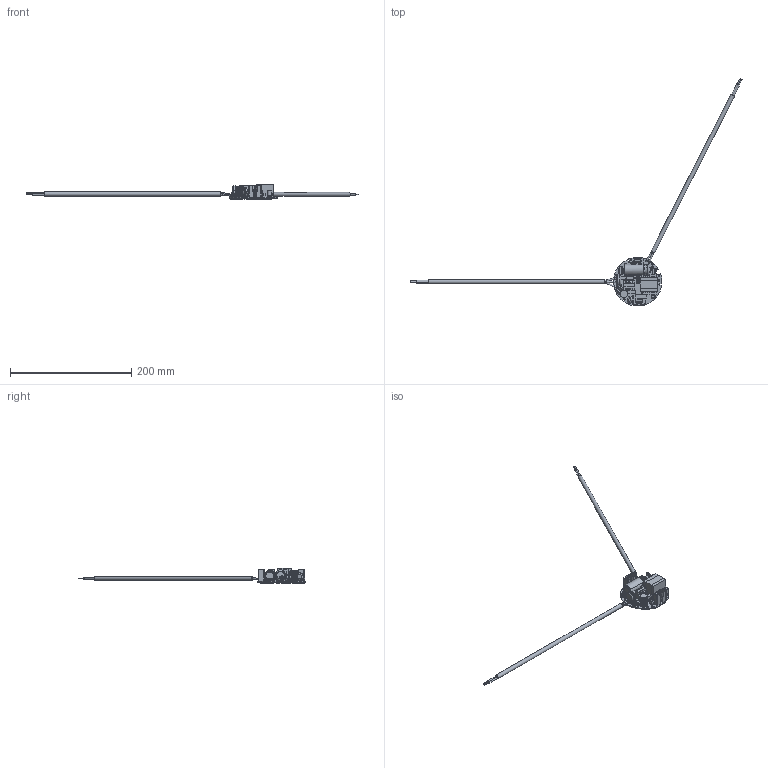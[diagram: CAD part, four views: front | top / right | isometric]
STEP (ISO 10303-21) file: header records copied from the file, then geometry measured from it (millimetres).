
FILE_DESCRIPTION(('STEP AP214'), '1');
FILE_NAME('ÈÏÑ 60 Âò ÒÄ 0701', '', ('UNSPECIFIED'), ('UNSPECIFIED'), 'ASCON STEP Converter 1.6', 'ASCON Math Kernel', '');
FILE_SCHEMA(('AUTOMOTIVE_DESIGN { 1 0 10303 214 3 1 1}'));
Length unit declared in the file: millimetre
Bounding box: 546.85 x 374.25 x 26.19 mm (x, y, z)
Volume: 6 mm3; surface area: 45907.6 mm2
Topology: 5 solids, 20 shells, 3419 faces, 8861 edges, 5412 vertices
Faces by surface type: plane 2352, cylinder 696, sphere 180, bspline 117, torus 56, revolution 18
Full cylindrical faces by diameter (mm): 0.5 x4, 0.6 x45, 0.7 x6, 0.8 x15, 1.2 x15, 1.6 x1, 1.67 x10, 1.8 x14, 2 x3, 2.4 x17, 3 x20, 3.5 x2, 3.8 x2, 3.89 x3, 4.8 x2, 6.3 x2, 6.5 x1, 6.8 x1, 8.5 x2, 12 x1, 13 x2, 18 x2
Entity records: 139258 total; most frequent: CARTESIAN_POINT 30265, ORIENTED_EDGE 16846, DIRECTION 16146, EDGE_CURVE 8449, LINE 6656, VECTOR 6656, VERTEX_POINT 5412, AXIS2_PLACEMENT_3D 4736
